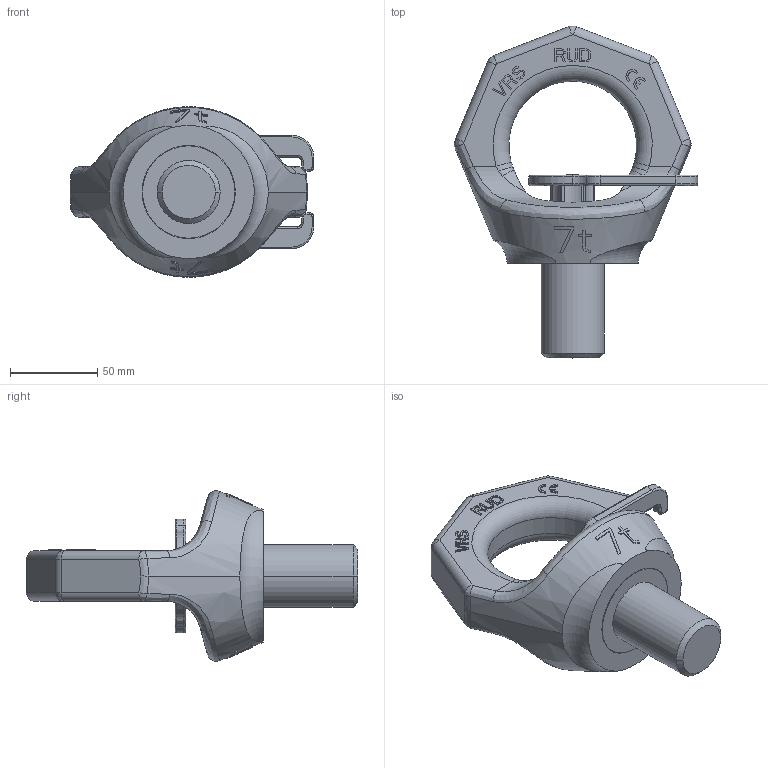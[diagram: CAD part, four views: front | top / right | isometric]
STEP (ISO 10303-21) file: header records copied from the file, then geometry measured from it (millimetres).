
FILE_DESCRIPTION((''),'2;1');
FILE_NAME('001-M32986-P-2_ASM','2018-08-21T',('Andreas.Wendler'),(''),'PRO/ENGINEER BY PARAMETRIC TECHNOLOGY CORPORATION, 2011490','PRO/ENGINEER BY PARAMETRIC TECHNOLOGY CORPORATION, 2011490','');
FILE_SCHEMA(('CONFIG_CONTROL_DESIGN'));
Length unit declared in the file: millimetre
Products named in the file (4): 001-M32986-P-1; 001-M32456-P-1; 001-M31153-P-3; 001-M32986-P-2_ASM
Assembly tree (3 placements, depth 2):
  001-M32986-P-2_ASM
    001-M32986-P-1
    001-M32456-P-1
    001-M31153-P-3
Bounding box: 139.22 x 189.76 x 97.5 mm (x, y, z)
Volume: 475560.4 mm3; surface area: 79424.5 mm2
Topology: 3 solids, 3 shells, 708 faces, 1937 edges, 1260 vertices
Faces by surface type: plane 550, cylinder 76, bspline 44, torus 36, cone 2
Entity records: 24535 total; most frequent: CARTESIAN_POINT 6860, ORIENTED_EDGE 3874, DIRECTION 3303, EDGE_CURVE 1937, VECTOR 1529, LINE 1529, VERTEX_POINT 1260, AXIS2_PLACEMENT_3D 887
